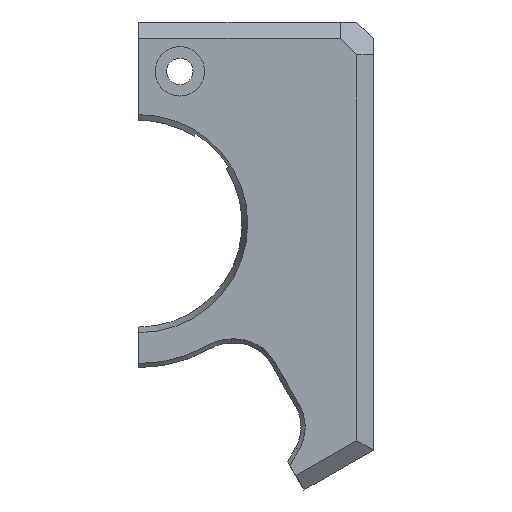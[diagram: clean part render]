
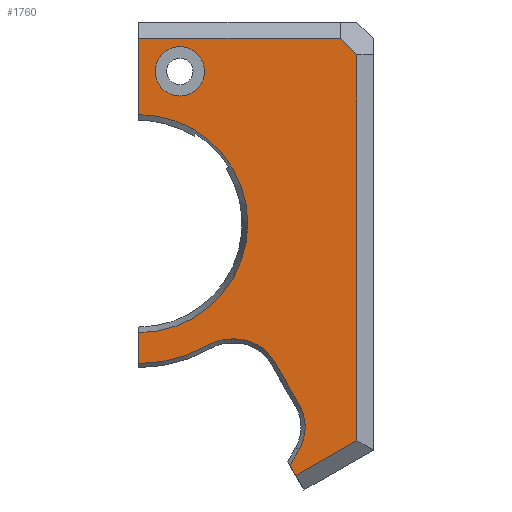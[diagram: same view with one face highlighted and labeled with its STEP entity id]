
A CAD part, front view. The second image highlights one B-rep face of the part: STEP entity #1760.
In plain terms, the highlighted planar face has unit normal (0, -1, 0).
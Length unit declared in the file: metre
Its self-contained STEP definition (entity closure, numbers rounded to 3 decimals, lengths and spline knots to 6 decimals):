
#191=LINE('',#2571,#346);
#209=LINE('',#3965,#364);
#229=LINE('',#4004,#384);
#234=LINE('',#4013,#389);
#236=LINE('',#4017,#391);
#240=LINE('',#4026,#395);
#253=LINE('',#4062,#408);
#257=LINE('',#4072,#412);
#259=LINE('',#4080,#414);
#260=LINE('',#4082,#415);
#346=VECTOR('',#2075,1.);
#364=VECTOR('',#2137,1.);
#384=VECTOR('',#2171,1.);
#389=VECTOR('',#2180,1.);
#391=VECTOR('',#2184,1.);
#395=VECTOR('',#2194,1.);
#408=VECTOR('',#2235,1.);
#412=VECTOR('',#2245,1.);
#414=VECTOR('',#2257,1.);
#415=VECTOR('',#2258,1.);
#855=ORIENTED_EDGE('',*,*,#1120,.F.);
#856=ORIENTED_EDGE('',*,*,#1061,.T.);
#857=ORIENTED_EDGE('',*,*,#1053,.F.);
#858=ORIENTED_EDGE('',*,*,#1177,.F.);
#859=ORIENTED_EDGE('',*,*,#1176,.F.);
#860=ORIENTED_EDGE('',*,*,#1174,.F.);
#861=ORIENTED_EDGE('',*,*,#1172,.F.);
#862=ORIENTED_EDGE('',*,*,#1169,.F.);
#863=ORIENTED_EDGE('',*,*,#1168,.F.);
#864=ORIENTED_EDGE('',*,*,#1178,.F.);
#865=ORIENTED_EDGE('',*,*,#1179,.T.);
#866=ORIENTED_EDGE('',*,*,#1151,.F.);
#867=ORIENTED_EDGE('',*,*,#1145,.F.);
#868=ORIENTED_EDGE('',*,*,#1147,.F.);
#869=ORIENTED_EDGE('',*,*,#1140,.F.);
#870=ORIENTED_EDGE('',*,*,#1114,.T.);
#1053=EDGE_CURVE('',#1287,#1289,#191,.T.);
#1061=EDGE_CURVE('',#1293,#1289,#1395,.T.);
#1114=EDGE_CURVE('',#1327,#1327,#1398,.T.);
#1120=EDGE_CURVE('',#1293,#1332,#209,.T.);
#1140=EDGE_CURVE('',#1332,#1345,#229,.T.);
#1145=EDGE_CURVE('',#1346,#1347,#234,.T.);
#1147=EDGE_CURVE('',#1345,#1346,#236,.T.);
#1151=EDGE_CURVE('',#1347,#1348,#240,.T.);
#1168=EDGE_CURVE('',#1358,#1357,#1406,.T.);
#1169=EDGE_CURVE('',#1357,#1359,#253,.T.);
#1172=EDGE_CURVE('',#1359,#1360,#1407,.T.);
#1174=EDGE_CURVE('',#1360,#1361,#257,.T.);
#1176=EDGE_CURVE('',#1361,#1362,#1408,.T.);
#1177=EDGE_CURVE('',#1362,#1287,#1409,.T.);
#1178=EDGE_CURVE('',#1363,#1358,#259,.T.);
#1179=EDGE_CURVE('',#1363,#1348,#260,.T.);
#1287=VERTEX_POINT('',#2569);
#1289=VERTEX_POINT('',#2572);
#1293=VERTEX_POINT('',#2592);
#1327=VERTEX_POINT('',#3950);
#1332=VERTEX_POINT('',#3963);
#1345=VERTEX_POINT('',#4005);
#1346=VERTEX_POINT('',#4012);
#1347=VERTEX_POINT('',#4014);
#1348=VERTEX_POINT('',#4023);
#1357=VERTEX_POINT('',#4057);
#1358=VERTEX_POINT('',#4059);
#1359=VERTEX_POINT('',#4063);
#1360=VERTEX_POINT('',#4067);
#1361=VERTEX_POINT('',#4071);
#1362=VERTEX_POINT('',#4075);
#1363=VERTEX_POINT('',#4081);
#1395=CIRCLE('',#1838,0.01325);
#1398=CIRCLE('',#1848,0.003);
#1406=CIRCLE('',#1881,0.0055);
#1407=CIRCLE('',#1884,0.0055);
#1408=CIRCLE('',#1887,0.0055);
#1409=CIRCLE('',#1889,0.017);
#1505=EDGE_LOOP('',(#855,#856,#857,#858,#859,#860,#861,#862,#863,#864,#865,
#866,#867,#868,#869));
#1506=EDGE_LOOP('',(#870));
#1615=FACE_BOUND('',#1505,.T.);
#1616=FACE_BOUND('',#1506,.T.);
#1675=PLANE('',#1890);
#1760=ADVANCED_FACE('',(#1615,#1616),#1675,.T.);
#1838=AXIS2_PLACEMENT_3D('',#2591,#2087,#2088);
#1848=AXIS2_PLACEMENT_3D('',#3949,#2119,#2120);
#1881=AXIS2_PLACEMENT_3D('',#4060,#2231,#2232);
#1884=AXIS2_PLACEMENT_3D('',#4068,#2240,#2241);
#1887=AXIS2_PLACEMENT_3D('',#4076,#2249,#2250);
#1889=AXIS2_PLACEMENT_3D('',#4078,#2253,#2254);
#1890=AXIS2_PLACEMENT_3D('',#4079,#2255,#2256);
#2075=DIRECTION('',(0.,0.,1.));
#2087=DIRECTION('',(0.,1.,0.));
#2088=DIRECTION('',(1.,0.,0.));
#2119=DIRECTION('',(0.,1.,0.));
#2120=DIRECTION('',(1.,0.,0.));
#2137=DIRECTION('',(0.,0.,1.));
#2171=DIRECTION('',(1.,0.,0.));
#2180=DIRECTION('',(0.,0.,-1.));
#2184=DIRECTION('',(0.707,0.,-0.707));
#2194=DIRECTION('',(-0.867,0.,-0.498));
#2231=DIRECTION('',(0.,-1.,0.));
#2232=DIRECTION('',(1.,0.,0.));
#2235=DIRECTION('',(-0.5,0.,0.866));
#2240=DIRECTION('',(0.,-1.,0.));
#2241=DIRECTION('',(0.5,0.,0.866));
#2245=DIRECTION('',(-1.,0.,0.));
#2249=DIRECTION('',(0.,-1.,0.));
#2250=DIRECTION('',(-0.258,0.,0.966));
#2253=DIRECTION('',(0.,1.,0.));
#2254=DIRECTION('',(1.,0.,0.));
#2255=DIRECTION('',(0.,-1.,0.));
#2256=DIRECTION('',(0.,0.,1.));
#2257=DIRECTION('',(0.5,0.,0.866));
#2258=DIRECTION('',(0.499,0.,-0.867));
#2569=CARTESIAN_POINT('',(0.,-0.019,0.0175));
#2571=CARTESIAN_POINT('',(0.,-0.019,0.017));
#2572=CARTESIAN_POINT('',(0.,-0.019,0.02125));
#2591=CARTESIAN_POINT('',(0.,-0.019,0.0345));
#2592=CARTESIAN_POINT('',(0.,-0.019,0.04775));
#3949=CARTESIAN_POINT('',(0.005,-0.019,0.053));
#3950=CARTESIAN_POINT('',(0.008,-0.019,0.053));
#3963=CARTESIAN_POINT('',(0.,-0.019,0.057));
#3965=CARTESIAN_POINT('',(0.,-0.019,0.02));
#4004=CARTESIAN_POINT('',(0.0275,-0.019,0.057));
#4005=CARTESIAN_POINT('',(0.0245,-0.019,0.057));
#4012=CARTESIAN_POINT('',(0.0265,-0.019,0.055));
#4013=CARTESIAN_POINT('',(0.0265,-0.019,0.026));
#4014=CARTESIAN_POINT('',(0.0265,-0.019,0.008145));
#4017=CARTESIAN_POINT('',(0.03675,-0.019,0.04475));
#4023=CARTESIAN_POINT('',(0.019078,-0.019,0.003877));
#4026=CARTESIAN_POINT('',(0.028858,-0.019,0.009501));
#4057=CARTESIAN_POINT('',(0.01949,-0.019,0.012553));
#4059=CARTESIAN_POINT('',(0.01949,-0.019,0.007053));
#4060=CARTESIAN_POINT('',(0.014727,-0.019,0.009803));
#4062=CARTESIAN_POINT('',(0.020683,-0.019,0.010486));
#4063=CARTESIAN_POINT('',(0.01649,-0.019,0.01775));
#4067=CARTESIAN_POINT('',(0.011726,-0.019,0.0205));
#4068=CARTESIAN_POINT('',(0.011726,-0.019,0.015));
#4071=CARTESIAN_POINT('',(0.011225,-0.019,0.0205));
#4072=CARTESIAN_POINT('',(0.0225,-0.019,0.0205));
#4075=CARTESIAN_POINT('',(0.008481,-0.019,0.019767));
#4076=CARTESIAN_POINT('',(0.011225,-0.019,0.015));
#4078=CARTESIAN_POINT('',(0.,-0.019,0.0345));
#4079=CARTESIAN_POINT('',(0.0275,-0.019,0.015));
#4080=CARTESIAN_POINT('',(0.021723,-0.019,0.010921));
#4081=CARTESIAN_POINT('',(0.018368,-0.018998,0.005115));
#4082=CARTESIAN_POINT('',(0.018221,-0.019,0.005366));
